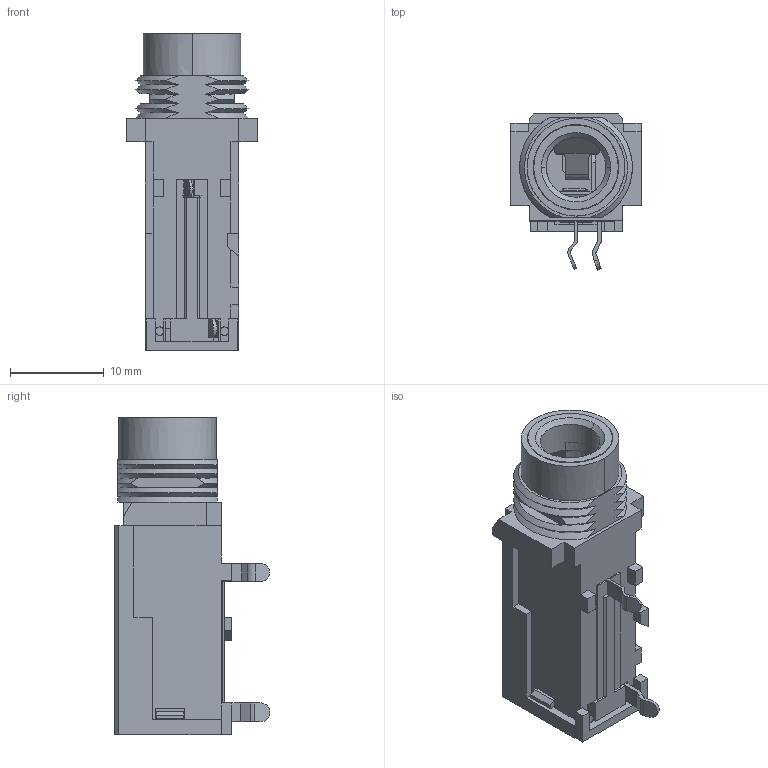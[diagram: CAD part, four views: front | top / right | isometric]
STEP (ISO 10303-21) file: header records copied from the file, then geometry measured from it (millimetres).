
FILE_DESCRIPTION (( 'STEP AP214' ), '1' );
FILE_NAME ('CUI_DEVICES_SJ-63062A.step', '2021-03-03T15:16:55', ( '' ), ( '' ), 'SwSTEP 2.0', 'SolidWorks 2021', '' );
FILE_SCHEMA (( 'AUTOMOTIVE_DESIGN' ));
Length unit declared in the file: inch
Products named in the file (6): 630BT-1; 630C2-1; CUI_DEVICES_SJ-63062A; 630GZ-1; PRT0003-1; 630LS-1
Assembly tree (5 placements, depth 2):
  CUI_DEVICES_SJ-63062A
    630BT-1
    630LS-1
    PRT0003-1
    630C2-1
    630GZ-1
Bounding box: 13.9 x 16.6 x 33.85 mm (x, y, z)
Volume: 1799.6 mm3; surface area: 4204.8 mm2
Topology: 5 solids, 5 shells, 399 faces, 1126 edges, 740 vertices
Faces by surface type: plane 305, bspline 93, cylinder 1
Entity records: 21336 total; most frequent: CARTESIAN_POINT 11548, ORIENTED_EDGE 2252, DIRECTION 1490, EDGE_CURVE 1126, VECTOR 858, LINE 858, VERTEX_POINT 740, EDGE_LOOP 412
